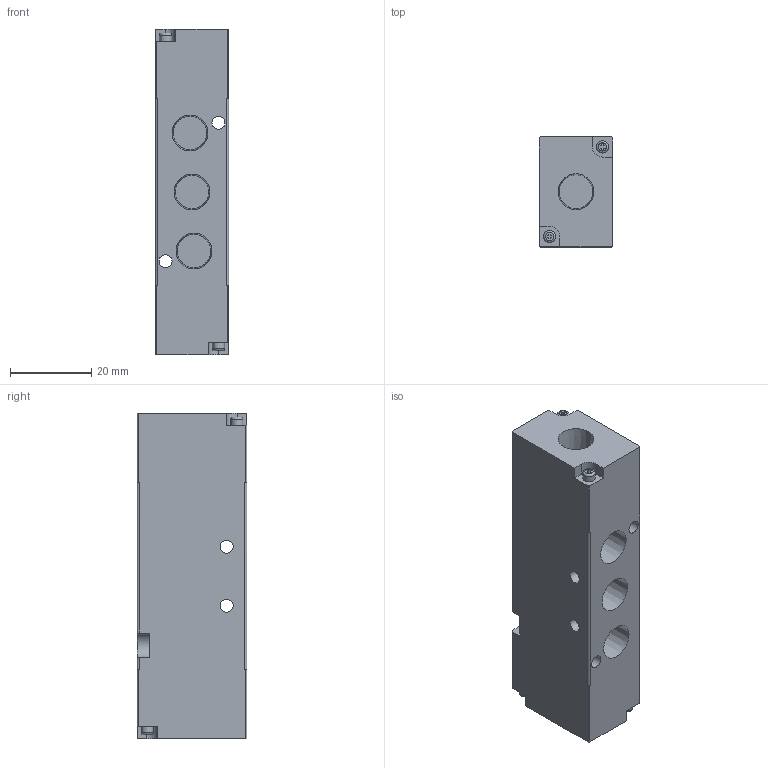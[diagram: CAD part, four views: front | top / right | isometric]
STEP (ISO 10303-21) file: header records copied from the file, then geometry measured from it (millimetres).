
FILE_DESCRIPTION( ( 'STEP AP203' ), '1' );
FILE_NAME( 'MVAA-180-4A2-G.stp', '2020-07-27T12:55:03', ( 'License CC BY-ND 4.0' ), ( 'CADENAS' ), ' ', 'PARTsolutions', ' ' );
FILE_SCHEMA( ( 'CONFIG_CONTROL_DESIGN' ) );
Length unit declared in the file: millimetre
Products named in the file (1): _MVAA-180-4A2-G
Bounding box: 18 x 27 x 80 mm (x, y, z)
Volume: 34524.4 mm3; surface area: 10499.1 mm2
Topology: 1 solids, 1 shells, 142 faces, 377 edges, 252 vertices
Faces by surface type: plane 111, cylinder 20, cone 7, torus 4
Full cylindrical faces by diameter (mm): 3 x4, 3.2 x4
Entity records: 4294 total; most frequent: CARTESIAN_POINT 757, ORIENTED_EDGE 704, DIRECTION 696, EDGE_CURVE 352, LINE 278, VECTOR 278, VERTEX_POINT 246, AXIS2_PLACEMENT_3D 209
